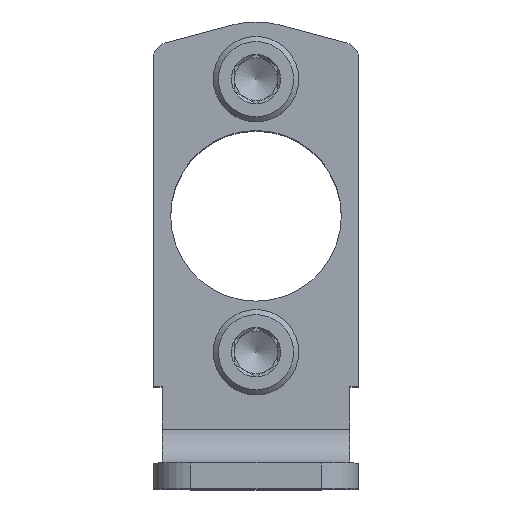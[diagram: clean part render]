
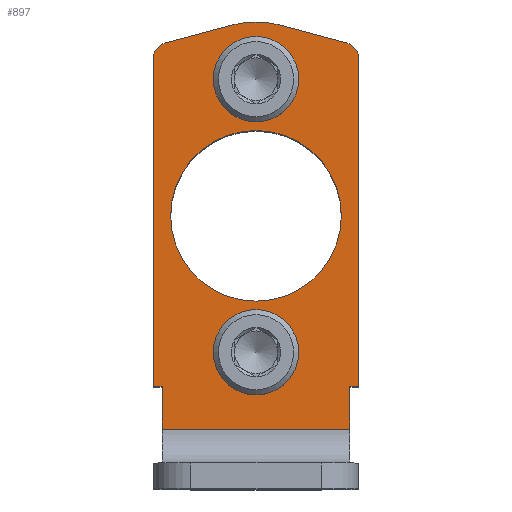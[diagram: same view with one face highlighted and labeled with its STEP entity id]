
A CAD part, top view. The second image highlights one B-rep face of the part: STEP entity #897.
In plain terms, the highlighted face is planar.
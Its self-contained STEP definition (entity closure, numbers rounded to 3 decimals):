
#87=LINE('',#1411,#157);
#88=LINE('',#1414,#158);
#89=LINE('',#1416,#159);
#90=LINE('',#1418,#160);
#91=LINE('',#1420,#161);
#92=LINE('',#1424,#162);
#93=LINE('',#1428,#163);
#94=LINE('',#1432,#164);
#95=LINE('',#1434,#165);
#157=VECTOR('',#1119,1000.);
#158=VECTOR('',#1120,1000.);
#159=VECTOR('',#1121,1000.);
#160=VECTOR('',#1122,1000.);
#161=VECTOR('',#1123,1000.);
#162=VECTOR('',#1126,1000.);
#163=VECTOR('',#1129,1000.);
#164=VECTOR('',#1132,1000.);
#165=VECTOR('',#1133,1000.);
#233=ORIENTED_EDGE('',*,*,#473,.F.);
#234=ORIENTED_EDGE('',*,*,#474,.F.);
#235=ORIENTED_EDGE('',*,*,#475,.F.);
#236=ORIENTED_EDGE('',*,*,#476,.F.);
#237=ORIENTED_EDGE('',*,*,#477,.T.);
#238=ORIENTED_EDGE('',*,*,#478,.F.);
#239=ORIENTED_EDGE('',*,*,#479,.T.);
#240=ORIENTED_EDGE('',*,*,#480,.T.);
#241=ORIENTED_EDGE('',*,*,#481,.T.);
#242=ORIENTED_EDGE('',*,*,#482,.F.);
#243=ORIENTED_EDGE('',*,*,#483,.T.);
#244=ORIENTED_EDGE('',*,*,#484,.F.);
#245=ORIENTED_EDGE('',*,*,#485,.T.);
#246=ORIENTED_EDGE('',*,*,#486,.F.);
#247=ORIENTED_EDGE('',*,*,#487,.T.);
#473=EDGE_CURVE('',#593,#593,#665,.F.);
#474=EDGE_CURVE('',#594,#594,#666,.F.);
#475=EDGE_CURVE('',#595,#595,#667,.F.);
#476=EDGE_CURVE('',#596,#597,#87,.T.);
#477=EDGE_CURVE('',#596,#598,#88,.T.);
#478=EDGE_CURVE('',#599,#598,#89,.T.);
#479=EDGE_CURVE('',#599,#600,#90,.T.);
#480=EDGE_CURVE('',#600,#601,#91,.T.);
#481=EDGE_CURVE('',#601,#602,#668,.F.);
#482=EDGE_CURVE('',#603,#602,#92,.T.);
#483=EDGE_CURVE('',#603,#604,#669,.F.);
#484=EDGE_CURVE('',#605,#604,#93,.T.);
#485=EDGE_CURVE('',#605,#606,#670,.F.);
#486=EDGE_CURVE('',#607,#606,#94,.T.);
#487=EDGE_CURVE('',#607,#597,#95,.T.);
#593=VERTEX_POINT('',#1406);
#594=VERTEX_POINT('',#1408);
#595=VERTEX_POINT('',#1410);
#596=VERTEX_POINT('',#1412);
#597=VERTEX_POINT('',#1413);
#598=VERTEX_POINT('',#1415);
#599=VERTEX_POINT('',#1417);
#600=VERTEX_POINT('',#1419);
#601=VERTEX_POINT('',#1421);
#602=VERTEX_POINT('',#1423);
#603=VERTEX_POINT('',#1425);
#604=VERTEX_POINT('',#1427);
#605=VERTEX_POINT('',#1429);
#606=VERTEX_POINT('',#1431);
#607=VERTEX_POINT('',#1433);
#665=CIRCLE('',#987,10.);
#666=CIRCLE('',#988,3.3);
#667=CIRCLE('',#989,3.3);
#668=CIRCLE('',#990,2.);
#669=CIRCLE('',#991,10.);
#670=CIRCLE('',#992,2.);
#707=EDGE_LOOP('',(#233));
#708=EDGE_LOOP('',(#234));
#709=EDGE_LOOP('',(#235));
#710=EDGE_LOOP('',(#236,#237,#238,#239,#240,#241,#242,#243,#244,#245,#246,
#247));
#787=FACE_BOUND('',#707,.T.);
#788=FACE_BOUND('',#708,.T.);
#789=FACE_BOUND('',#709,.T.);
#790=FACE_BOUND('',#710,.T.);
#865=PLANE('',#986);
#897=ADVANCED_FACE('',(#787,#788,#789,#790),#865,.F.);
#986=AXIS2_PLACEMENT_3D('',#1404,#1111,#1112);
#987=AXIS2_PLACEMENT_3D('',#1405,#1113,#1114);
#988=AXIS2_PLACEMENT_3D('',#1407,#1115,#1116);
#989=AXIS2_PLACEMENT_3D('',#1409,#1117,#1118);
#990=AXIS2_PLACEMENT_3D('',#1422,#1124,#1125);
#991=AXIS2_PLACEMENT_3D('',#1426,#1127,#1128);
#992=AXIS2_PLACEMENT_3D('',#1430,#1130,#1131);
#1111=DIRECTION('',(0.,0.,1.));
#1112=DIRECTION('',(1.,0.,0.));
#1113=DIRECTION('',(0.,0.,1.));
#1114=DIRECTION('',(1.,0.,0.));
#1115=DIRECTION('',(0.,0.,1.));
#1116=DIRECTION('',(1.,0.,0.));
#1117=DIRECTION('',(0.,0.,1.));
#1118=DIRECTION('',(1.,0.,0.));
#1119=DIRECTION('',(0.,1.,0.));
#1120=DIRECTION('',(-1.,0.,0.));
#1121=DIRECTION('',(0.,-1.,0.));
#1122=DIRECTION('',(-1.,0.,0.));
#1123=DIRECTION('',(0.,1.,0.));
#1124=DIRECTION('',(0.,0.,1.));
#1125=DIRECTION('',(1.,0.,0.));
#1126=DIRECTION('',(-0.966,-0.259,0.));
#1127=DIRECTION('',(0.,0.,1.));
#1128=DIRECTION('',(1.,0.,0.));
#1129=DIRECTION('',(-0.966,0.259,0.));
#1130=DIRECTION('',(0.,0.,1.));
#1131=DIRECTION('',(1.,0.,0.));
#1132=DIRECTION('',(0.,1.,0.));
#1133=DIRECTION('',(-1.,0.,0.));
#1404=CARTESIAN_POINT('',(12.,7.,15.));
#1405=CARTESIAN_POINT('',(0.,32.,15.));
#1406=CARTESIAN_POINT('',(10.,32.,15.));
#1407=CARTESIAN_POINT('',(0.,16.,15.));
#1408=CARTESIAN_POINT('',(3.3,16.,15.));
#1409=CARTESIAN_POINT('',(0.,48.,15.));
#1410=CARTESIAN_POINT('',(3.3,48.,15.));
#1411=CARTESIAN_POINT('',(11.,7.,15.));
#1412=CARTESIAN_POINT('',(11.,7.,15.));
#1413=CARTESIAN_POINT('',(11.,12.,15.));
#1414=CARTESIAN_POINT('',(12.,7.,15.));
#1415=CARTESIAN_POINT('',(-11.,7.,15.));
#1416=CARTESIAN_POINT('',(-11.,7.,15.));
#1417=CARTESIAN_POINT('',(-11.,12.,15.));
#1418=CARTESIAN_POINT('',(12.,12.,15.));
#1419=CARTESIAN_POINT('',(-12.,12.,15.));
#1420=CARTESIAN_POINT('',(-12.,7.,15.));
#1421=CARTESIAN_POINT('',(-12.,50.948,15.));
#1422=CARTESIAN_POINT('',(-10.1,50.323,15.));
#1423=CARTESIAN_POINT('',(-10.618,52.255,15.));
#1424=CARTESIAN_POINT('',(-0.829,54.878,15.));
#1425=CARTESIAN_POINT('',(-2.588,54.406,15.));
#1426=CARTESIAN_POINT('',(0.,44.747,15.));
#1427=CARTESIAN_POINT('',(2.588,54.406,15.));
#1428=CARTESIAN_POINT('',(23.221,48.878,15.));
#1429=CARTESIAN_POINT('',(10.618,52.255,15.));
#1430=CARTESIAN_POINT('',(10.1,50.323,15.));
#1431=CARTESIAN_POINT('',(12.,50.948,15.));
#1432=CARTESIAN_POINT('',(12.,7.,15.));
#1433=CARTESIAN_POINT('',(12.,12.,15.));
#1434=CARTESIAN_POINT('',(12.,12.,15.));
